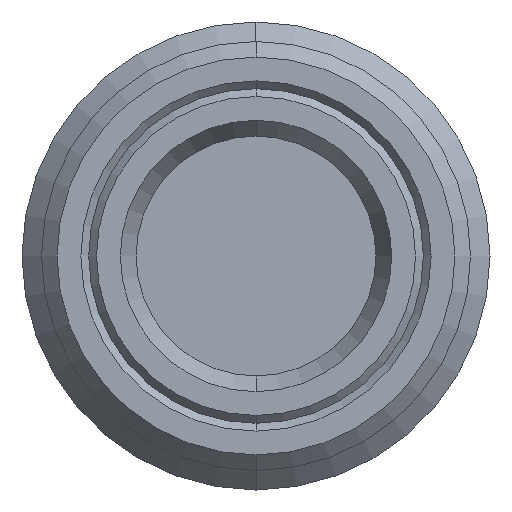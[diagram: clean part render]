
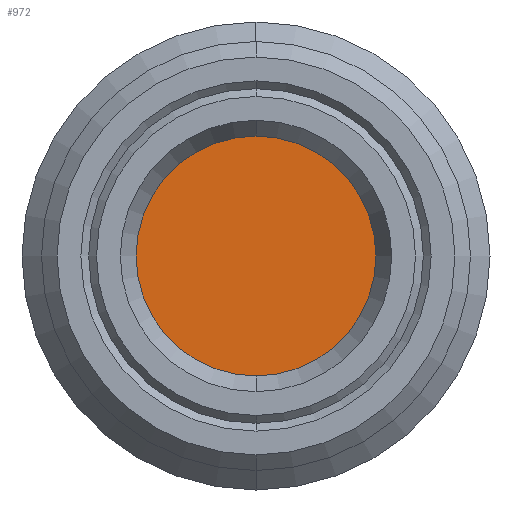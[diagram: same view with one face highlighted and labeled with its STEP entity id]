
A CAD part, front view. The second image highlights one B-rep face of the part: STEP entity #972.
In plain terms, the highlighted planar face has unit normal (0, -1, 0).
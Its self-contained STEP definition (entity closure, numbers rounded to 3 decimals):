
#28 = DIRECTION ( 'NONE',  ( 0., 0., -1. ) ) ;
#30 = DIRECTION ( 'NONE',  ( 0., -1., 0. ) ) ;
#31 = CARTESIAN_POINT ( 'NONE',  ( 0., -1.15, 0. ) ) ;
#32 = AXIS2_PLACEMENT_3D ( 'NONE', #31, #30, #28 ) ;
#33 = CIRCLE ( 'NONE', #32, 3.075 ) ;
#63 = CARTESIAN_POINT ( 'NONE',  ( 3.075, -1.15, 0. ) ) ;
#64 = CARTESIAN_POINT ( 'NONE',  ( -3.075, -1.15, 0. ) ) ;
#139 = EDGE_CURVE ( 'NONE', #441, #442, #1306, .T. ) ;
#161 = ORIENTED_EDGE ( 'NONE', *, *, #438, .T. ) ;
#438 = EDGE_CURVE ( 'NONE', #442, #441, #33, .T. ) ;
#441 = VERTEX_POINT ( 'NONE', #64 ) ;
#442 = VERTEX_POINT ( 'NONE', #63 ) ;
#950 = EDGE_LOOP ( 'NONE', ( #969, #161 ) ) ;
#969 = ORIENTED_EDGE ( 'NONE', *, *, #139, .T. ) ;
#972 = ADVANCED_FACE ( 'NONE', ( #1478 ), #1489, .F. ) ;
#1300 = DIRECTION ( 'NONE',  ( 0., -1., 0. ) ) ;
#1301 = AXIS2_PLACEMENT_3D ( 'NONE', #1305, #1300, #1315 ) ;
#1305 = CARTESIAN_POINT ( 'NONE',  ( 0., -1.15, 0. ) ) ;
#1306 = CIRCLE ( 'NONE', #1301, 3.075 ) ;
#1315 = DIRECTION ( 'NONE',  ( 0., 0., -1. ) ) ;
#1478 = FACE_OUTER_BOUND ( 'NONE', #950, .T. ) ;
#1489 = PLANE ( 'NONE',  #1504 ) ;
#1501 = DIRECTION ( 'NONE',  ( 0., 0., 1. ) ) ;
#1502 = DIRECTION ( 'NONE',  ( 0., 1., 0. ) ) ;
#1503 = CARTESIAN_POINT ( 'NONE',  ( -3.075, -1.15, 0. ) ) ;
#1504 = AXIS2_PLACEMENT_3D ( 'NONE', #1503, #1502, #1501 ) ;
